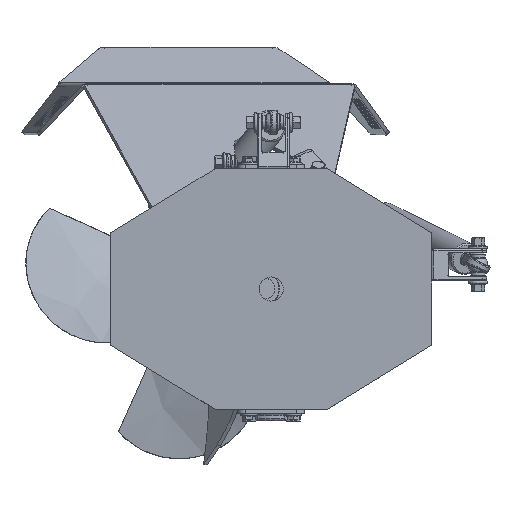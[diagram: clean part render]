
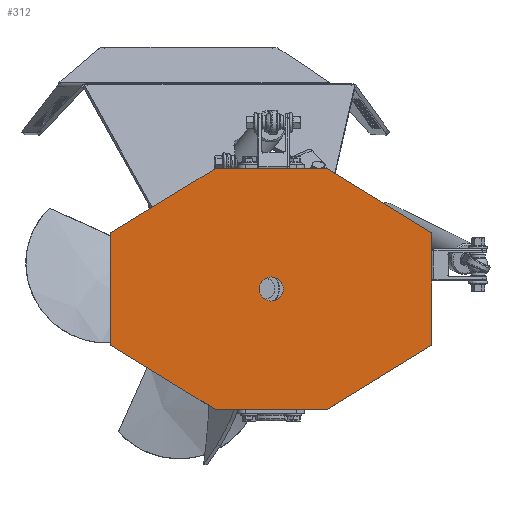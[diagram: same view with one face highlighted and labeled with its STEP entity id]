
A CAD part, front view. The second image highlights one B-rep face of the part: STEP entity #312.
In plain terms, the highlighted free-form (B-spline) face has degree [1, 1] with [2, 2] control points.
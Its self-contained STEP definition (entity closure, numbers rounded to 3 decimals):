
#24 = VERTEX_POINT('',#25);
#25 = CARTESIAN_POINT('',(-13.075,-8.717,
    0.));
#30 = EDGE_CURVE('',#24,#24,#31,.T.);
#31 = ( BOUNDED_CURVE() B_SPLINE_CURVE(2,(#32,#33,#34,#35,#36,#37,#38),
.UNSPECIFIED.,.T.,.F.) B_SPLINE_CURVE_WITH_KNOTS((3,2,2,3),(
    3.142,5.236,7.33,9.425),
.PIECEWISE_BEZIER_KNOTS.) CURVE() GEOMETRIC_REPRESENTATION_ITEM() 
RATIONAL_B_SPLINE_CURVE((1.,0.5,1.,0.5,1.,0.5,1.)) REPRESENTATION_ITEM(
  '') );
#32 = CARTESIAN_POINT('',(-13.075,-8.717,
    0.));
#33 = CARTESIAN_POINT('',(-13.075,-8.717,
    22.647));
#34 = CARTESIAN_POINT('',(6.538,-8.717,11.324
    ));
#35 = CARTESIAN_POINT('',(26.151,-8.717,
    0.));
#36 = CARTESIAN_POINT('',(6.538,-8.717,-11.324
    ));
#37 = CARTESIAN_POINT('',(-13.075,-8.717,
    -22.647));
#38 = CARTESIAN_POINT('',(-13.075,-8.717,
    0.));
#83 = VERTEX_POINT('',#84);
#84 = CARTESIAN_POINT('',(-61.018,-8.717,
    -130.754));
#89 = EDGE_CURVE('',#83,#90,#92,.T.);
#90 = VERTEX_POINT('',#91);
#91 = CARTESIAN_POINT('',(-174.338,-8.717,
    -61.018));
#92 = B_SPLINE_CURVE_WITH_KNOTS('',1,(#93,#94),.UNSPECIFIED.,.F.,.F.,(2,
    2),(-152.643,0.),.PIECEWISE_BEZIER_KNOTS.);
#93 = CARTESIAN_POINT('',(-61.018,-8.717,
    -130.754));
#94 = CARTESIAN_POINT('',(-174.338,-8.717,
    -61.018));
#119 = VERTEX_POINT('',#120);
#120 = CARTESIAN_POINT('',(-174.338,-8.717,
    61.018));
#125 = EDGE_CURVE('',#119,#126,#128,.T.);
#126 = VERTEX_POINT('',#127);
#127 = CARTESIAN_POINT('',(-61.018,-8.717,
    130.754));
#128 = B_SPLINE_CURVE_WITH_KNOTS('',1,(#129,#130),.UNSPECIFIED.,.F.,.F.,
  (2,2),(-152.643,0.),.PIECEWISE_BEZIER_KNOTS.);
#129 = CARTESIAN_POINT('',(-174.338,-8.717,
    61.018));
#130 = CARTESIAN_POINT('',(-61.018,-8.717,
    130.754));
#151 = EDGE_CURVE('',#90,#119,#152,.T.);
#152 = B_SPLINE_CURVE_WITH_KNOTS('',1,(#153,#154),.UNSPECIFIED.,.F.,.F.,
  (2,2),(-140.,0.),.PIECEWISE_BEZIER_KNOTS.);
#153 = CARTESIAN_POINT('',(-174.338,-8.717,
    -61.018));
#154 = CARTESIAN_POINT('',(-174.338,-8.717,
    61.018));
#175 = VERTEX_POINT('',#176);
#176 = CARTESIAN_POINT('',(174.338,-8.717,
    -61.018));
#181 = EDGE_CURVE('',#182,#175,#184,.T.);
#182 = VERTEX_POINT('',#183);
#183 = CARTESIAN_POINT('',(61.018,-8.717,
    -130.754));
#184 = B_SPLINE_CURVE_WITH_KNOTS('',1,(#185,#186),.UNSPECIFIED.,.F.,.F.,
  (2,2),(-152.643,0.),.PIECEWISE_BEZIER_KNOTS.);
#185 = CARTESIAN_POINT('',(61.018,-8.717,
    -130.754));
#186 = CARTESIAN_POINT('',(174.338,-8.717,
    -61.018));
#207 = EDGE_CURVE('',#182,#83,#208,.T.);
#208 = B_SPLINE_CURVE_WITH_KNOTS('',1,(#209,#210),.UNSPECIFIED.,.F.,.F.,
  (2,2),(-140.,0.),.PIECEWISE_BEZIER_KNOTS.);
#209 = CARTESIAN_POINT('',(61.018,-8.717,
    -130.754));
#210 = CARTESIAN_POINT('',(-61.018,-8.717,
    -130.754));
#229 = EDGE_CURVE('',#230,#126,#232,.T.);
#230 = VERTEX_POINT('',#231);
#231 = CARTESIAN_POINT('',(61.018,-8.717,
    130.754));
#232 = B_SPLINE_CURVE_WITH_KNOTS('',1,(#233,#234),.UNSPECIFIED.,.F.,.F.,
  (2,2),(-70.,70.),.PIECEWISE_BEZIER_KNOTS.);
#233 = CARTESIAN_POINT('',(61.018,-8.717,
    130.754));
#234 = CARTESIAN_POINT('',(-61.018,-8.717,
    130.754));
#257 = EDGE_CURVE('',#258,#230,#260,.T.);
#258 = VERTEX_POINT('',#259);
#259 = CARTESIAN_POINT('',(174.338,-8.717,
    61.018));
#260 = B_SPLINE_CURVE_WITH_KNOTS('',1,(#261,#262),.UNSPECIFIED.,.F.,.F.,
  (2,2),(-152.643,0.),.PIECEWISE_BEZIER_KNOTS.);
#261 = CARTESIAN_POINT('',(174.338,-8.717,
    61.018));
#262 = CARTESIAN_POINT('',(61.018,-8.717,
    130.754));
#283 = EDGE_CURVE('',#175,#258,#284,.T.);
#284 = B_SPLINE_CURVE_WITH_KNOTS('',1,(#285,#286),.UNSPECIFIED.,.F.,.F.,
  (2,2),(-140.,0.),.PIECEWISE_BEZIER_KNOTS.);
#285 = CARTESIAN_POINT('',(174.338,-8.717,
    -61.018));
#286 = CARTESIAN_POINT('',(174.338,-8.717,
    61.018));
#312 = ADVANCED_FACE('',(#313,#323),#326,.T.);
#313 = FACE_BOUND('',#314,.T.);
#314 = EDGE_LOOP('',(#315,#316,#317,#318,#319,#320,#321,#322));
#315 = ORIENTED_EDGE('',*,*,#283,.T.);
#316 = ORIENTED_EDGE('',*,*,#257,.T.);
#317 = ORIENTED_EDGE('',*,*,#229,.T.);
#318 = ORIENTED_EDGE('',*,*,#125,.F.);
#319 = ORIENTED_EDGE('',*,*,#151,.F.);
#320 = ORIENTED_EDGE('',*,*,#89,.F.);
#321 = ORIENTED_EDGE('',*,*,#207,.F.);
#322 = ORIENTED_EDGE('',*,*,#181,.T.);
#323 = FACE_BOUND('',#324,.T.);
#324 = EDGE_LOOP('',(#325));
#325 = ORIENTED_EDGE('',*,*,#30,.T.);
#326 = B_SPLINE_SURFACE_WITH_KNOTS('',1,1,(
    (#327,#328)
    ,(#329,#330
    )),.UNSPECIFIED.,.F.,.F.,.F.,(2,2),(2,2),(-150.,150.),(-300.,100.),
  .PIECEWISE_BEZIER_KNOTS.);
#327 = CARTESIAN_POINT('',(-174.338,-8.717,
    130.754));
#328 = CARTESIAN_POINT('',(174.338,-8.717,
    130.754));
#329 = CARTESIAN_POINT('',(-174.338,-8.717,
    -130.754));
#330 = CARTESIAN_POINT('',(174.338,-8.717,
    -130.754));
